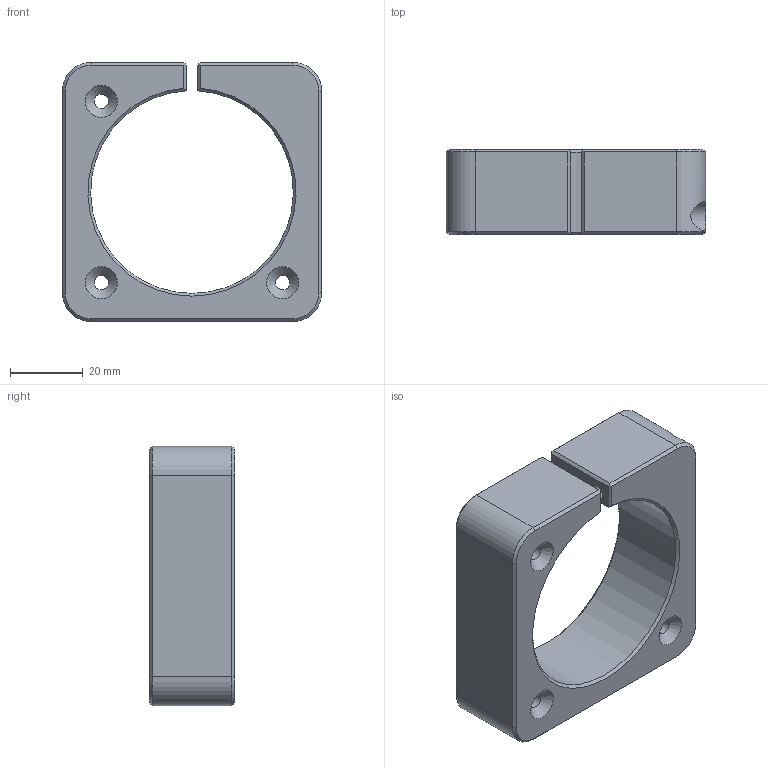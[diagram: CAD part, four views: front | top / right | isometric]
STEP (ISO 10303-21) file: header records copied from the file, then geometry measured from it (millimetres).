
FILE_DESCRIPTION(/* description */ ('Unknown'),/* implementation_level */ '2;1');
FILE_NAME(/* name */ 'OpenFrame - C-Mount Output - 60mm Version',/* time_stamp */ '2023-06-19T15:26:37+01:00',/* author */ ('Unknown'),/* organization */ ('Unknown'),/* preprocessor_version */ 'ST-DEVELOPER v16.7',/* originating_system */ 'Solid Edge',/* authorisation */ 'Unknown');
FILE_SCHEMA (('AUTOMOTIVE_DESIGN {1 0 10303 214 3 1 1}'));
Length unit declared in the file: millimetre
Products named in the file (1): OpenFrame - C-Mount Output - 60mm Cage Version
Bounding box: 71.5 x 23.5 x 71.5 mm (x, y, z)
Volume: 58126.4 mm3; surface area: 16996.6 mm2
Topology: 1 solids, 1 shells, 51 faces, 126 edges, 78 vertices
Faces by surface type: plane 27, cone 13, cylinder 11
Full cylindrical faces by diameter (mm): 3.242 x1, 4 x3, 4.2 x1, 8 x1
Entity records: 1807 total; most frequent: CARTESIAN_POINT 263, DIRECTION 245, ORIENTED_EDGE 222, EDGE_CURVE 111, AXIS2_PLACEMENT_3D 87, VERTEX_POINT 72, LINE 71, VECTOR 71
